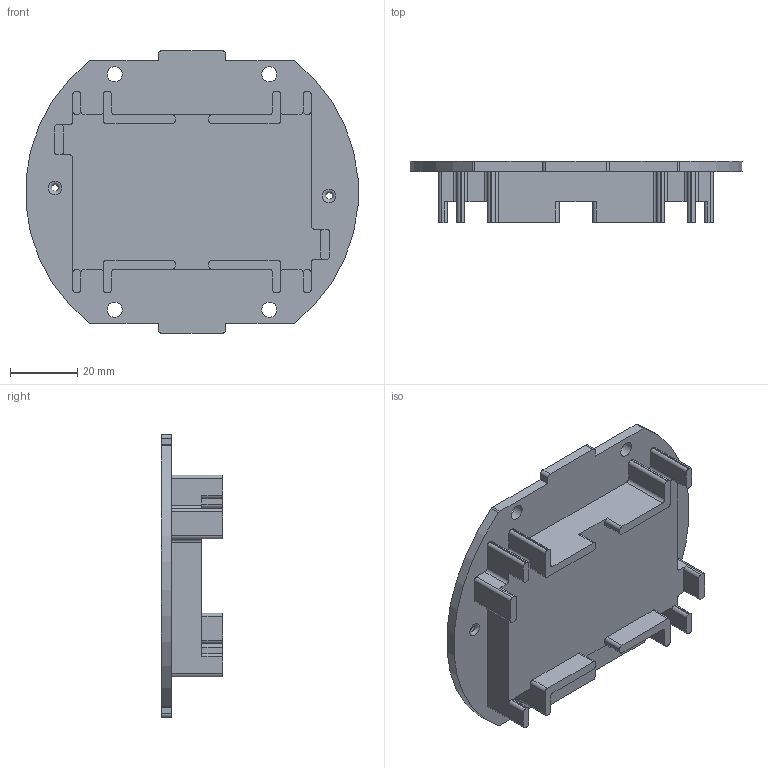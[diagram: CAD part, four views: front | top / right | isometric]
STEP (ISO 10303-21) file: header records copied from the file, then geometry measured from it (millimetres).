
FILE_DESCRIPTION(/* description */ (''),/* implementation_level */ '2;1');
FILE_NAME(/* name */ '5b5bd8bb-b178-4f92-91de-386773bce3e6.stp',/* time_stamp */ '2017-09-04T07:53:56+00:00',/* author */ (''),/* organization */ (''),/* preprocessor_version */ 'ST-DEVELOPER v16.13',/* originating_system */ 'Autodesk Translation Framework v6.1.1.50',/* authorisation */ '');
FILE_SCHEMA (('AUTOMOTIVE_DESIGN { 1 0 10303 214 3 1 1 }'));
Length unit declared in the file: millimetre
Products named in the file (1): top_base_HiTEC v14
Bounding box: 98.67 x 18.2 x 84 mm (x, y, z)
Volume: 54467 mm3; surface area: 20213.7 mm2
Topology: 1 solids, 1 shells, 153 faces, 442 edges, 292 vertices
Faces by surface type: cylinder 76, plane 73, torus 4
Full cylindrical faces by diameter (mm): 2 x2, 4.496 x4
Entity records: 5078 total; most frequent: DIRECTION 896, CARTESIAN_POINT 878, ORIENTED_EDGE 864, EDGE_CURVE 432, AXIS2_PLACEMENT_3D 310, VERTEX_POINT 292, LINE 276, VECTOR 276
